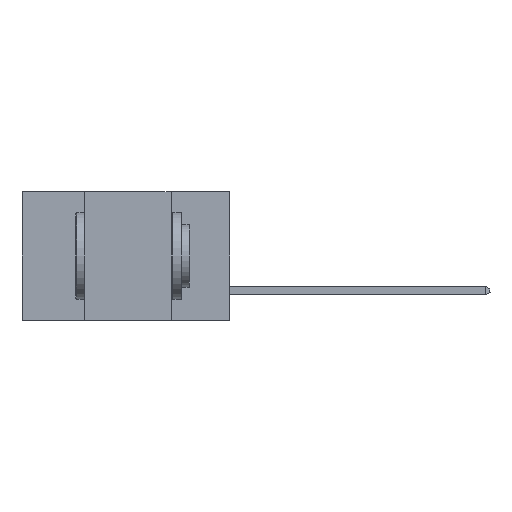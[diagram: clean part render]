
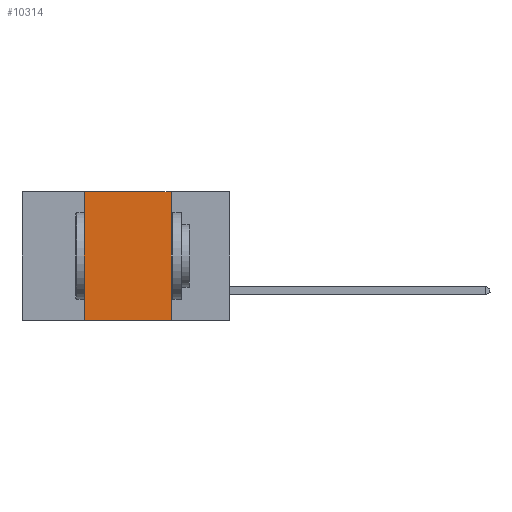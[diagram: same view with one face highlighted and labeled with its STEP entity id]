
A CAD part, left-side view. The second image highlights one B-rep face of the part: STEP entity #10314.
In plain terms, the highlighted planar face has unit normal (-1, 0, 0).
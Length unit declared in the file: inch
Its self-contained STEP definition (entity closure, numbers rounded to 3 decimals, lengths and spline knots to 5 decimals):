
#2635 = CARTESIAN_POINT ( 'NONE',  ( 0., 0.42, 0. ) ) ;
#2745 = EDGE_CURVE ( 'NONE', #24147, #18986, #19805, .T. ) ;
#4108 = CARTESIAN_POINT ( 'NONE',  ( 0., 0.42, 0. ) ) ;
#4207 = CARTESIAN_POINT ( 'NONE',  ( 0., 0.17, 0. ) ) ;
#5638 = EDGE_LOOP ( 'NONE', ( #25762, #23701, #15908, #21192 ) ) ;
#6261 = LINE ( 'NONE', #13787, #6287 ) ;
#6287 = VECTOR ( 'NONE', #26503, 39.37008 ) ;
#6349 = CARTESIAN_POINT ( 'NONE',  ( 0., 0.6, 0. ) ) ;
#8616 = AXIS2_PLACEMENT_3D ( 'NONE', #6349, #17008, #18840 ) ;
#9662 = VECTOR ( 'NONE', #9917, 39.37008 ) ;
#9750 = VERTEX_POINT ( 'NONE', #4108 ) ;
#9917 = DIRECTION ( 'NONE',  ( 0., -1., 0. ) ) ;
#10157 = EDGE_CURVE ( 'NONE', #19977, #18986, #21048, .T. ) ;
#10292 = DIRECTION ( 'NONE',  ( 0., 0., -1. ) ) ;
#10314 = ADVANCED_FACE ( 'NONE', ( #13536 ), #14792, .F. ) ;
#13536 = FACE_OUTER_BOUND ( 'NONE', #5638, .T. ) ;
#13787 = CARTESIAN_POINT ( 'NONE',  ( 0., 0.6, 0. ) ) ;
#14468 = CARTESIAN_POINT ( 'NONE',  ( 0., 0.17, 0. ) ) ;
#14792 = PLANE ( 'NONE',  #8616 ) ;
#15908 = ORIENTED_EDGE ( 'NONE', *, *, #19051, .F. ) ;
#17008 = DIRECTION ( 'NONE',  ( 1., 0., 0. ) ) ;
#18155 = LINE ( 'NONE', #2635, #21733 ) ;
#18840 = DIRECTION ( 'NONE',  ( 0., 0., -1. ) ) ;
#18986 = VERTEX_POINT ( 'NONE', #19324 ) ;
#19051 = EDGE_CURVE ( 'NONE', #19977, #9750, #18155, .T. ) ;
#19324 = CARTESIAN_POINT ( 'NONE',  ( 0., 0.17, -0.37 ) ) ;
#19805 = LINE ( 'NONE', #14468, #24716 ) ;
#19977 = VERTEX_POINT ( 'NONE', #26640 ) ;
#21048 = LINE ( 'NONE', #24327, #9662 ) ;
#21192 = ORIENTED_EDGE ( 'NONE', *, *, #10157, .T. ) ;
#21664 = EDGE_CURVE ( 'NONE', #9750, #24147, #6261, .T. ) ;
#21733 = VECTOR ( 'NONE', #23697, 39.37008 ) ;
#23697 = DIRECTION ( 'NONE',  ( 0., 0., 1. ) ) ;
#23701 = ORIENTED_EDGE ( 'NONE', *, *, #21664, .F. ) ;
#24147 = VERTEX_POINT ( 'NONE', #4207 ) ;
#24327 = CARTESIAN_POINT ( 'NONE',  ( 0., 0.6, -0.37 ) ) ;
#24716 = VECTOR ( 'NONE', #10292, 39.37008 ) ;
#25762 = ORIENTED_EDGE ( 'NONE', *, *, #2745, .F. ) ;
#26503 = DIRECTION ( 'NONE',  ( 0., -1., 0. ) ) ;
#26640 = CARTESIAN_POINT ( 'NONE',  ( 0., 0.42, -0.37 ) ) ;
